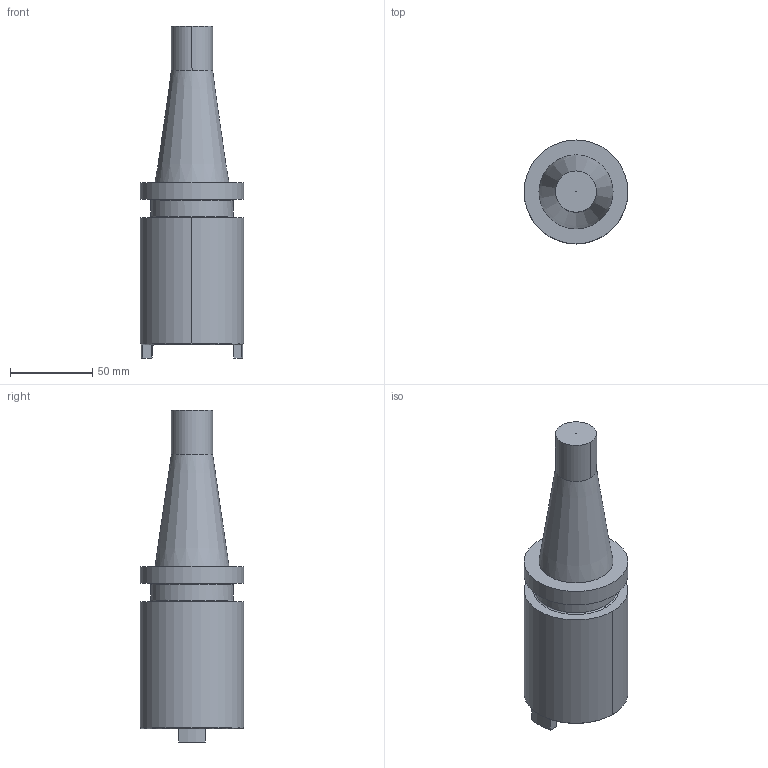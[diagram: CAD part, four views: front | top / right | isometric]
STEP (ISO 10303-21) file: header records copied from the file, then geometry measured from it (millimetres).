
FILE_DESCRIPTION(/* description */ (''),/* implementation_level */ '2;1');
FILE_NAME(/* name */ '2080.40-RED.ISO40.100.stp',/* time_stamp */ '2024-06-21T17:58:35+02:00',/* author */ (''),/* organization */ (''),/* preprocessor_version */ 'ST-DEVELOPER v16.7',/* originating_system */ 'SIEMENS PLM Software NX 12.0',/* authorisation */ '');
FILE_SCHEMA (('AUTOMOTIVE_DESIGN { 1 0 10303 214 3 1 1 1 }'));
Length unit declared in the file: millimetre
Products named in the file (1): pf660940E230f04y
Bounding box: 63 x 63 x 201.4 mm (x, y, z)
Volume: 375700.5 mm3; surface area: 36648.1 mm2
Topology: 1 solids, 1 shells, 35 faces, 83 edges, 53 vertices
Faces by surface type: plane 14, cylinder 11, cone 4, torus 4, bspline 2
Full cylindrical faces by diameter (mm): 50 x1, 63 x1
Entity records: 1207 total; most frequent: CARTESIAN_POINT 343, DIRECTION 180, ORIENTED_EDGE 156, EDGE_CURVE 78, AXIS2_PLACEMENT_3D 73, VERTEX_POINT 52, EDGE_LOOP 44, CIRCLE 36
